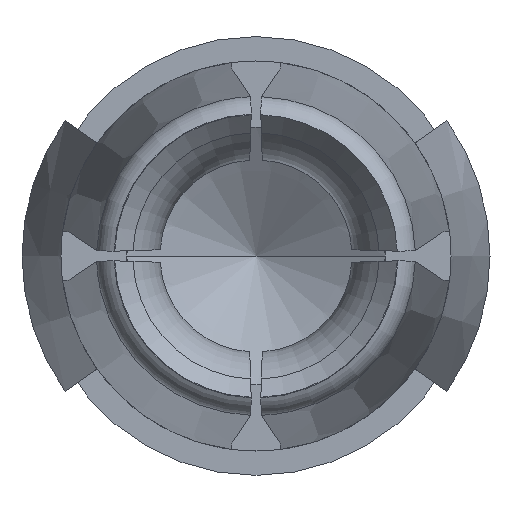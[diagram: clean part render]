
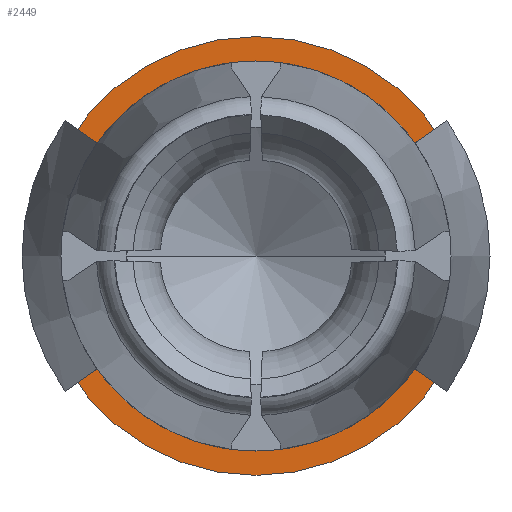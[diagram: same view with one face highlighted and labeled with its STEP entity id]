
A CAD part, front view. The second image highlights one B-rep face of the part: STEP entity #2449.
In plain terms, the highlighted planar face has unit normal (0, -1, 0).
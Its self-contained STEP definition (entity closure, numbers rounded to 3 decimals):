
#482=CARTESIAN_POINT('',(0.,18.1,0.));
#483=DIRECTION('',(0.,1.,0.));
#484=DIRECTION('',(-0.054,0.,0.999));
#485=AXIS2_PLACEMENT_3D('',#482,#483,#484);
#495=CARTESIAN_POINT('',(0.,18.1,0.));
#496=DIRECTION('',(0.,-1.,0.));
#497=DIRECTION('',(-1.,0.,0.));
#498=AXIS2_PLACEMENT_3D('',#495,#496,#497);
#500=CARTESIAN_POINT('',(0.,18.1,0.));
#501=DIRECTION('',(0.,1.,0.));
#502=DIRECTION('',(-1.,0.,0.));
#503=AXIS2_PLACEMENT_3D('',#500,#501,#502);
#505=CARTESIAN_POINT('',(0.,18.1,0.));
#506=DIRECTION('',(0.,1.,0.));
#507=DIRECTION('',(0.054,0.,0.999));
#508=AXIS2_PLACEMENT_3D('',#505,#506,#507);
#510=DIRECTION('',(0.054,0.,0.999));
#511=VECTOR('',#510,0.15);
#512=CARTESIAN_POINT('',(0.092,18.1,1.698));
#513=LINE('',#512,#511);
#514=DIRECTION('',(-0.054,0.,0.999));
#515=VECTOR('',#514,0.15);
#516=CARTESIAN_POINT('',(-0.092,18.1,1.698));
#517=LINE('',#516,#515);
#1774=CARTESIAN_POINT('',(-2.25,18.1,0.));
#1775=CARTESIAN_POINT('',(2.25,18.1,0.));
#1776=VERTEX_POINT('',#1774);
#1777=VERTEX_POINT('',#1775);
#1876=CARTESIAN_POINT('',(0.1,18.1,1.847));
#1877=CARTESIAN_POINT('',(-0.1,18.1,1.847));
#1878=VERTEX_POINT('',#1876);
#1879=VERTEX_POINT('',#1877);
#1880=CARTESIAN_POINT('',(0.092,18.1,1.698));
#1881=VERTEX_POINT('',#1880);
#1882=CARTESIAN_POINT('',(-0.092,18.1,1.698));
#1883=VERTEX_POINT('',#1882);
#2430=CARTESIAN_POINT('',(0.,18.1,0.));
#2431=DIRECTION('',(0.,-1.,0.));
#2432=DIRECTION('',(-1.,0.,0.));
#2433=AXIS2_PLACEMENT_3D('',#2430,#2431,#2432);
#2434=PLANE('',#2433);
#2436=ORIENTED_EDGE('',*,*,#2435,.F.);
#2438=ORIENTED_EDGE('',*,*,#2437,.T.);
#2439=EDGE_LOOP('',(#2436,#2438));
#2440=FACE_OUTER_BOUND('',#2439,.F.);
#2442=ORIENTED_EDGE('',*,*,#2441,.F.);
#2444=ORIENTED_EDGE('',*,*,#2443,.F.);
#2445=ORIENTED_EDGE('',*,*,#2409,.F.);
#2446=ORIENTED_EDGE('',*,*,#2421,.T.);
#2447=EDGE_LOOP('',(#2442,#2444,#2445,#2446));
#2448=FACE_BOUND('',#2447,.F.);
#486=CIRCLE('',#485,1.7);
#499=CIRCLE('',#498,2.25);
#504=CIRCLE('',#503,2.25);
#509=CIRCLE('',#508,1.85);
#2409=EDGE_CURVE('',#1883,#1881,#486,.T.);
#2421=EDGE_CURVE('',#1883,#1879,#517,.T.);
#2435=EDGE_CURVE('',#1776,#1777,#499,.T.);
#2437=EDGE_CURVE('',#1776,#1777,#504,.T.);
#2441=EDGE_CURVE('',#1878,#1879,#509,.T.);
#2443=EDGE_CURVE('',#1881,#1878,#513,.T.);
#2449=ADVANCED_FACE('',(#2440,#2448),#2434,.T.);
